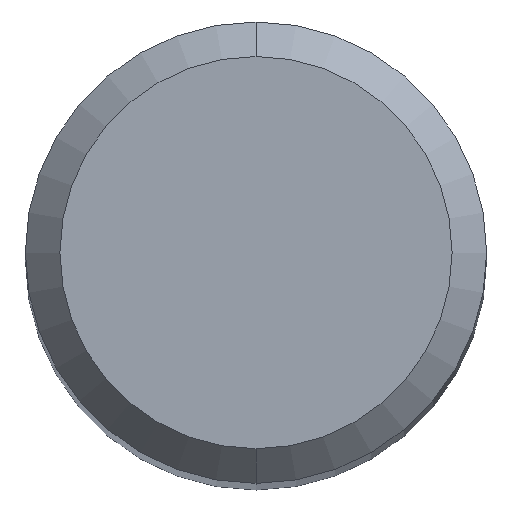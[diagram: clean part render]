
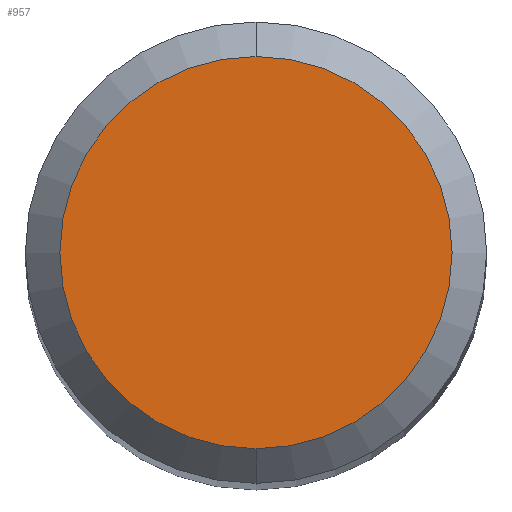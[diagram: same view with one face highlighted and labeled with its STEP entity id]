
A CAD part, top view. The second image highlights one B-rep face of the part: STEP entity #957.
In plain terms, the highlighted planar face has unit normal (0, 0, 1).
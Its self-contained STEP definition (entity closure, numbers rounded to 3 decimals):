
#667=VERTEX_POINT('',#1560);
#957=ADVANCED_FACE('',(#1876),#1877,.T.);
#993=EDGE_CURVE('',#1051,#667,#1915,.T.);
#1051=VERTEX_POINT('',#1978);
#1237=EDGE_CURVE('',#667,#1051,#2181,.T.);
#1560=CARTESIAN_POINT('',(0.,-1.7,0.0));
#1876=FACE_OUTER_BOUND('',#4755,.T.);
#1877=PLANE('',#4756);
#1915=CIRCLE('',#4854,1.7);
#1978=CARTESIAN_POINT('',(0.0,1.7,0.0));
#2181=CIRCLE('',#6171,1.7);
#4755=EDGE_LOOP('',(#7213,#7214));
#4756=AXIS2_PLACEMENT_3D('',#7215,#7216,#7217);
#4854=AXIS2_PLACEMENT_3D('',#7244,#7245,#7246);
#6171=AXIS2_PLACEMENT_3D('',#7512,#7513,#7514);
#7213=ORIENTED_EDGE('',*,*,#993,.F.);
#7214=ORIENTED_EDGE('',*,*,#1237,.F.);
#7215=CARTESIAN_POINT('',(0.0,0.85,0.0));
#7216=DIRECTION('',(-0.0,0.0,1.0));
#7217=DIRECTION('',(0.0,-1.0,0.0));
#7244=CARTESIAN_POINT('',(0.0,0.0,0.0));
#7245=DIRECTION('',(0.0,0.0,-1.0));
#7246=DIRECTION('',(0.0,1.0,0.0));
#7512=CARTESIAN_POINT('',(0.0,0.0,0.0));
#7513=DIRECTION('',(0.0,0.0,-1.0));
#7514=DIRECTION('',(0.0,1.0,0.0));
